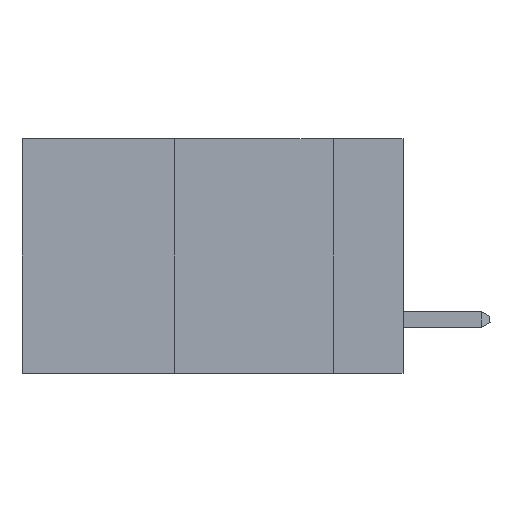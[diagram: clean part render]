
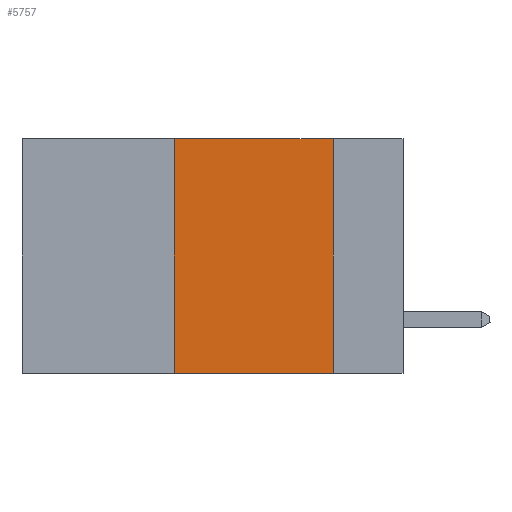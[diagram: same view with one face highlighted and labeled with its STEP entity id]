
A CAD part, left-side view. The second image highlights one B-rep face of the part: STEP entity #5757.
In plain terms, the highlighted planar face has unit normal (-1, 0, 0).
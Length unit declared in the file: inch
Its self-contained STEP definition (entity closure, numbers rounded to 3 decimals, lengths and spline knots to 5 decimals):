
#604 = LINE ( 'NONE', #8502, #15567 ) ;
#818 = ORIENTED_EDGE ( 'NONE', *, *, #13973, .F. ) ;
#862 = CARTESIAN_POINT ( 'NONE',  ( 0., 0.11, 0. ) ) ;
#1293 = DIRECTION ( 'NONE',  ( 0., 0., -1. ) ) ;
#1366 = ORIENTED_EDGE ( 'NONE', *, *, #2791, .F. ) ;
#2237 = CARTESIAN_POINT ( 'NONE',  ( 0., 0.11, -0.37 ) ) ;
#2717 = CARTESIAN_POINT ( 'NONE',  ( 0., 0.6, 0. ) ) ;
#2791 = EDGE_CURVE ( 'NONE', #8345, #13445, #12434, .T. ) ;
#2795 = CARTESIAN_POINT ( 'NONE',  ( 0., 0.11, 0. ) ) ;
#3326 = CARTESIAN_POINT ( 'NONE',  ( 0., 0.36, -0.37 ) ) ;
#3437 = CARTESIAN_POINT ( 'NONE',  ( 0., 0.6, 0. ) ) ;
#4584 = FACE_OUTER_BOUND ( 'NONE', #16024, .T. ) ;
#4702 = PLANE ( 'NONE',  #4830 ) ;
#4830 = AXIS2_PLACEMENT_3D ( 'NONE', #3437, #13588, #14855 ) ;
#5757 = ADVANCED_FACE ( 'NONE', ( #4584 ), #4702, .F. ) ;
#6065 = ORIENTED_EDGE ( 'NONE', *, *, #10235, .T. ) ;
#8273 = VECTOR ( 'NONE', #9294, 39.37008 ) ;
#8345 = VERTEX_POINT ( 'NONE', #862 ) ;
#8502 = CARTESIAN_POINT ( 'NONE',  ( 0., 0.6, -0.37 ) ) ;
#8736 = CARTESIAN_POINT ( 'NONE',  ( 0., 0.36, 0. ) ) ;
#9251 = VECTOR ( 'NONE', #1293, 39.37008 ) ;
#9294 = DIRECTION ( 'NONE',  ( 0., 0., 1. ) ) ;
#9750 = ORIENTED_EDGE ( 'NONE', *, *, #14905, .F. ) ;
#10235 = EDGE_CURVE ( 'NONE', #14516, #13445, #604, .T. ) ;
#11926 = LINE ( 'NONE', #15000, #8273 ) ;
#12434 = LINE ( 'NONE', #2795, #9251 ) ;
#13445 = VERTEX_POINT ( 'NONE', #2237 ) ;
#13574 = LINE ( 'NONE', #2717, #16737 ) ;
#13588 = DIRECTION ( 'NONE',  ( 1., 0., 0. ) ) ;
#13973 = EDGE_CURVE ( 'NONE', #14079, #8345, #13574, .T. ) ;
#14079 = VERTEX_POINT ( 'NONE', #8736 ) ;
#14516 = VERTEX_POINT ( 'NONE', #3326 ) ;
#14855 = DIRECTION ( 'NONE',  ( 0., 0., -1. ) ) ;
#14905 = EDGE_CURVE ( 'NONE', #14516, #14079, #11926, .T. ) ;
#15000 = CARTESIAN_POINT ( 'NONE',  ( 0., 0.36, 0. ) ) ;
#15567 = VECTOR ( 'NONE', #17542, 39.37008 ) ;
#15598 = DIRECTION ( 'NONE',  ( 0., -1., 0. ) ) ;
#16024 = EDGE_LOOP ( 'NONE', ( #1366, #818, #9750, #6065 ) ) ;
#16737 = VECTOR ( 'NONE', #15598, 39.37008 ) ;
#17542 = DIRECTION ( 'NONE',  ( 0., -1., 0. ) ) ;
